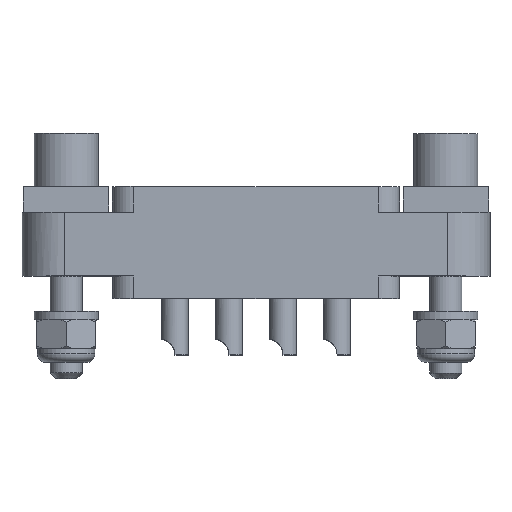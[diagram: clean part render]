
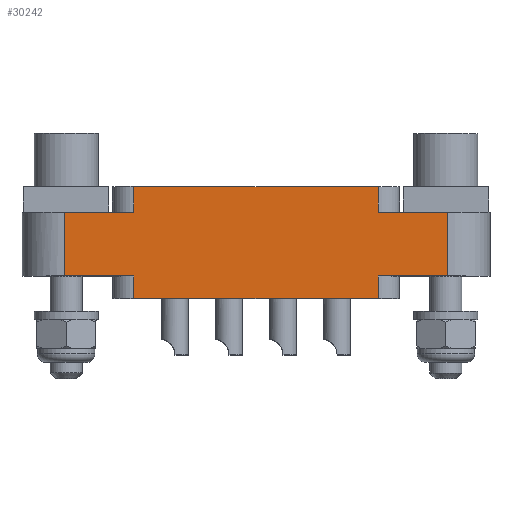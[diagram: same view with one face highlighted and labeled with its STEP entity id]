
A CAD part, top view. The second image highlights one B-rep face of the part: STEP entity #30242.
In plain terms, the highlighted planar face has unit normal (0, 0, 1).
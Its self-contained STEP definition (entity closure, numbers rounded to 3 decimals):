
#19=DIRECTION('',(-1.,0.,0.));
#20=VECTOR('',#19,6.5);
#21=CARTESIAN_POINT('',(18.,8.1,12.7));
#22=LINE('',#21,#20);
#47=DIRECTION('',(0.,1.,0.));
#48=VECTOR('',#47,2.4);
#49=CARTESIAN_POINT('',(11.5,8.1,12.7));
#50=LINE('',#49,#48);
#69=DIRECTION('',(-1.,0.,0.));
#70=VECTOR('',#69,23.);
#71=CARTESIAN_POINT('',(11.5,10.5,12.7));
#72=LINE('',#71,#70);
#1183=DIRECTION('',(0.,-1.,0.));
#1184=VECTOR('',#1183,2.4);
#1185=CARTESIAN_POINT('',(-11.5,10.5,12.7));
#1186=LINE('',#1185,#1184);
#1217=DIRECTION('',(-1.,0.,0.));
#1218=VECTOR('',#1217,6.5);
#1219=CARTESIAN_POINT('',(-11.5,8.1,12.7));
#1220=LINE('',#1219,#1218);
#1421=DIRECTION('',(0.,-1.,0.));
#1422=VECTOR('',#1421,6.);
#1423=CARTESIAN_POINT('',(-18.,8.1,12.7));
#1424=LINE('',#1423,#1422);
#1573=DIRECTION('',(1.,0.,0.));
#1574=VECTOR('',#1573,6.5);
#1575=CARTESIAN_POINT('',(-18.,2.1,12.7));
#1576=LINE('',#1575,#1574);
#1601=DIRECTION('',(0.,-1.,0.));
#1602=VECTOR('',#1601,2.1);
#1603=CARTESIAN_POINT('',(-11.5,2.1,12.7));
#1604=LINE('',#1603,#1602);
#1623=DIRECTION('',(1.,0.,0.));
#1624=VECTOR('',#1623,23.);
#1625=CARTESIAN_POINT('',(-11.5,0.,12.7));
#1626=LINE('',#1625,#1624);
#1809=DIRECTION('',(0.,1.,0.));
#1810=VECTOR('',#1809,2.1);
#1811=CARTESIAN_POINT('',(11.5,0.,12.7));
#1812=LINE('',#1811,#1810);
#1831=DIRECTION('',(1.,0.,0.));
#1832=VECTOR('',#1831,6.5);
#1833=CARTESIAN_POINT('',(11.5,2.1,12.7));
#1834=LINE('',#1833,#1832);
#1849=DIRECTION('',(0.,1.,0.));
#1850=VECTOR('',#1849,6.);
#1851=CARTESIAN_POINT('',(18.,2.1,12.7));
#1852=LINE('',#1851,#1850);
#25783=CARTESIAN_POINT('',(18.,2.1,12.7));
#25784=CARTESIAN_POINT('',(18.,8.1,12.7));
#25785=VERTEX_POINT('',#25783);
#25786=VERTEX_POINT('',#25784);
#25799=CARTESIAN_POINT('',(-18.,8.1,12.7));
#25800=CARTESIAN_POINT('',(-18.,2.1,12.7));
#25801=VERTEX_POINT('',#25799);
#25802=VERTEX_POINT('',#25800);
#25831=CARTESIAN_POINT('',(11.5,8.1,12.7));
#25832=CARTESIAN_POINT('',(11.5,10.5,12.7));
#25833=VERTEX_POINT('',#25831);
#25834=VERTEX_POINT('',#25832);
#25839=CARTESIAN_POINT('',(11.5,0.,12.7));
#25840=CARTESIAN_POINT('',(11.5,2.1,12.7));
#25841=VERTEX_POINT('',#25839);
#25842=VERTEX_POINT('',#25840);
#25847=CARTESIAN_POINT('',(-11.5,2.1,12.7));
#25848=CARTESIAN_POINT('',(-11.5,0.,12.7));
#25849=VERTEX_POINT('',#25847);
#25850=VERTEX_POINT('',#25848);
#25855=CARTESIAN_POINT('',(-11.5,10.5,12.7));
#25856=CARTESIAN_POINT('',(-11.5,8.1,12.7));
#25857=VERTEX_POINT('',#25855);
#25858=VERTEX_POINT('',#25856);
#30212=CARTESIAN_POINT('',(0.,0.,12.7));
#30213=DIRECTION('',(0.,0.,1.));
#30214=DIRECTION('',(1.,0.,0.));
#30215=AXIS2_PLACEMENT_3D('',#30212,#30213,#30214);
#30216=PLANE('',#30215);
#30218=ORIENTED_EDGE('',*,*,#30217,.F.);
#30219=ORIENTED_EDGE('',*,*,#30185,.F.);
#30221=ORIENTED_EDGE('',*,*,#30220,.F.);
#30223=ORIENTED_EDGE('',*,*,#30222,.F.);
#30225=ORIENTED_EDGE('',*,*,#30224,.F.);
#30227=ORIENTED_EDGE('',*,*,#30226,.F.);
#30229=ORIENTED_EDGE('',*,*,#30228,.F.);
#30231=ORIENTED_EDGE('',*,*,#30230,.F.);
#30233=ORIENTED_EDGE('',*,*,#30232,.F.);
#30235=ORIENTED_EDGE('',*,*,#30234,.F.);
#30237=ORIENTED_EDGE('',*,*,#30236,.F.);
#30239=ORIENTED_EDGE('',*,*,#30238,.F.);
#30240=EDGE_LOOP('',(#30218,#30219,#30221,#30223,#30225,#30227,#30229,#30231,
#30233,#30235,#30237,#30239));
#30241=FACE_OUTER_BOUND('',#30240,.F.);
#30242=ADVANCED_FACE('',(#30241),#30216,.T.);
#30185=EDGE_CURVE('',#25786,#25833,#22,.T.);
#30217=EDGE_CURVE('',#25833,#25834,#50,.T.);
#30220=EDGE_CURVE('',#25785,#25786,#1852,.T.);
#30222=EDGE_CURVE('',#25842,#25785,#1834,.T.);
#30224=EDGE_CURVE('',#25841,#25842,#1812,.T.);
#30226=EDGE_CURVE('',#25850,#25841,#1626,.T.);
#30228=EDGE_CURVE('',#25849,#25850,#1604,.T.);
#30230=EDGE_CURVE('',#25802,#25849,#1576,.T.);
#30232=EDGE_CURVE('',#25801,#25802,#1424,.T.);
#30234=EDGE_CURVE('',#25858,#25801,#1220,.T.);
#30236=EDGE_CURVE('',#25857,#25858,#1186,.T.);
#30238=EDGE_CURVE('',#25834,#25857,#72,.T.);
